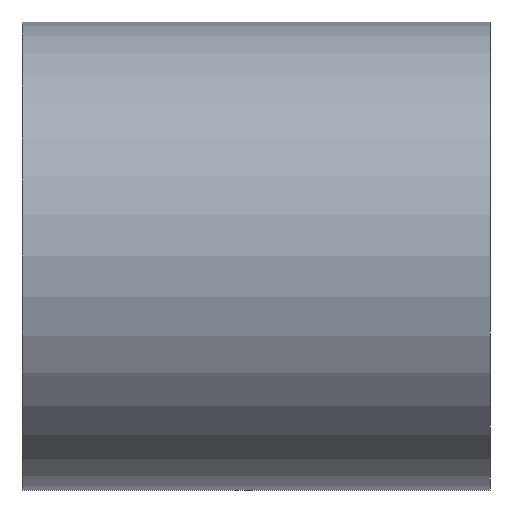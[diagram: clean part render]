
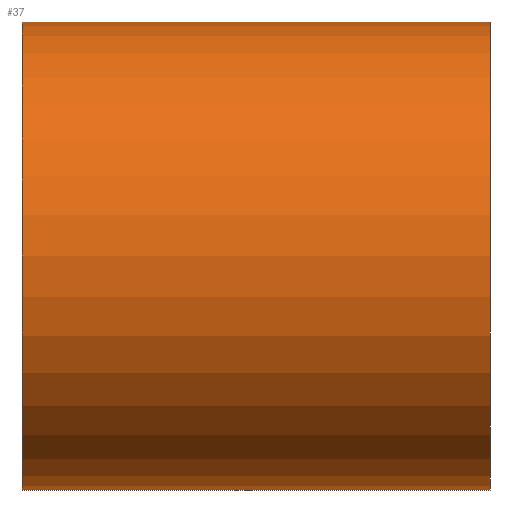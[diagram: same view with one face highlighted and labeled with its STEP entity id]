
A CAD part, left-side view. The second image highlights one B-rep face of the part: STEP entity #37.
In plain terms, the highlighted cylindrical face has radius 1.587 mm (diameter 3.175 mm), a partial arc.
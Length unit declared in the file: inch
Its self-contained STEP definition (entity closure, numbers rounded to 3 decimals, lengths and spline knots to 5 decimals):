
#2 = AXIS2_PLACEMENT_3D ( 'NONE', #67, #68, #69 ) ;
#4 = VECTOR ( 'NONE', #60, 39.37008 ) ;
#8 = VECTOR ( 'NONE', #64, 39.37008 ) ;
#16 = EDGE_LOOP ( 'NONE', ( #100, #24, #101, #105 ) ) ;
#20 = VERTEX_POINT ( 'NONE', #110 ) ;
#21 = VERTEX_POINT ( 'NONE', #111 ) ;
#22 = VERTEX_POINT ( 'NONE', #112 ) ;
#23 = VERTEX_POINT ( 'NONE', #113 ) ;
#24 = ORIENTED_EDGE ( 'NONE', *, *, #40, .F. ) ;
#27 = CIRCLE ( 'NONE', #135, 0.0625 ) ;
#28 = CIRCLE ( 'NONE', #2, 0.0625 ) ;
#37 = ADVANCED_FACE ( 'NONE', ( #136 ), #142, .T. ) ;
#38 = EDGE_CURVE ( 'NONE', #21, #20, #130, .T. ) ;
#39 = EDGE_CURVE ( 'NONE', #22, #23, #62, .T. ) ;
#40 = EDGE_CURVE ( 'NONE', #21, #22, #27, .T. ) ;
#41 = EDGE_CURVE ( 'NONE', #20, #23, #28, .T. ) ;
#59 = CARTESIAN_POINT ( 'NONE',  ( 0., 0.125, -0.0625 ) ) ;
#60 = DIRECTION ( 'NONE',  ( 0., -1., 0. ) ) ;
#61 = CARTESIAN_POINT ( 'NONE',  ( 0., 0.125, 0. ) ) ;
#62 = LINE ( 'NONE', #63, #8 ) ;
#63 = CARTESIAN_POINT ( 'NONE',  ( 0., 0.125, 0.0625 ) ) ;
#64 = DIRECTION ( 'NONE',  ( 0., -1., 0. ) ) ;
#65 = DIRECTION ( 'NONE',  ( 0., 1., 0. ) ) ;
#66 = DIRECTION ( 'NONE',  ( 0., 0., 1. ) ) ;
#67 = CARTESIAN_POINT ( 'NONE',  ( 0., 0., 0. ) ) ;
#68 = DIRECTION ( 'NONE',  ( 0., 1., 0. ) ) ;
#69 = DIRECTION ( 'NONE',  ( 0., 0., 1. ) ) ;
#100 = ORIENTED_EDGE ( 'NONE', *, *, #39, .F. ) ;
#101 = ORIENTED_EDGE ( 'NONE', *, *, #38, .T. ) ;
#105 = ORIENTED_EDGE ( 'NONE', *, *, #41, .T. ) ;
#110 = CARTESIAN_POINT ( 'NONE',  ( 0., 0., -0.0625 ) ) ;
#111 = CARTESIAN_POINT ( 'NONE',  ( 0., 0.125, -0.0625 ) ) ;
#112 = CARTESIAN_POINT ( 'NONE',  ( 0., 0.125, 0.0625 ) ) ;
#113 = CARTESIAN_POINT ( 'NONE',  ( 0., 0., 0.0625 ) ) ;
#127 = CARTESIAN_POINT ( 'NONE',  ( 0., 0.125, 0. ) ) ;
#128 = DIRECTION ( 'NONE',  ( 0., -1., 0. ) ) ;
#129 = DIRECTION ( 'NONE',  ( 0., 0., -1. ) ) ;
#130 = LINE ( 'NONE', #59, #4 ) ;
#135 = AXIS2_PLACEMENT_3D ( 'NONE', #61, #65, #66 ) ;
#136 = FACE_OUTER_BOUND ( 'NONE', #16, .T. ) ;
#142 = CYLINDRICAL_SURFACE ( 'NONE', #143, 0.0625 ) ;
#143 = AXIS2_PLACEMENT_3D ( 'NONE', #127, #128, #129 ) ;
